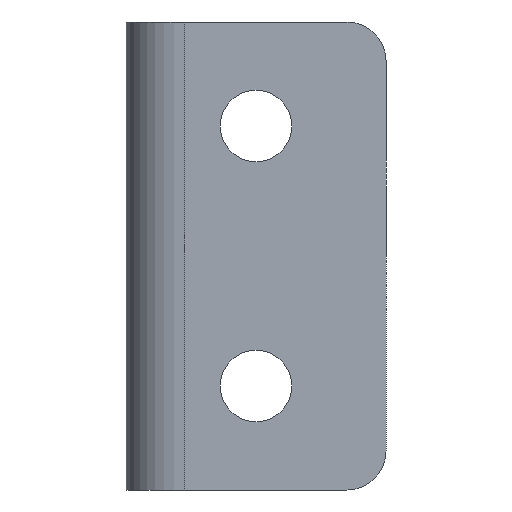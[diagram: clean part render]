
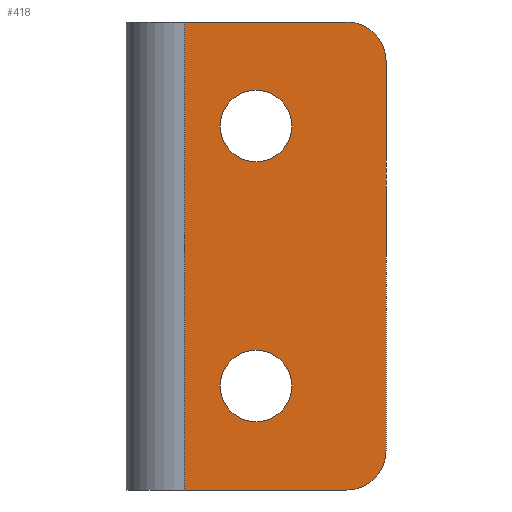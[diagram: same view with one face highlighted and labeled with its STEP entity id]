
A CAD part, front view. The second image highlights one B-rep face of the part: STEP entity #418.
In plain terms, the highlighted planar face has unit normal (0, -1, 0).
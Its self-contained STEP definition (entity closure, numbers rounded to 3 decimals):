
#8 = EDGE_LOOP ( 'NONE', ( #478, #615, #22, #725, #679, #488 ) ) ;
#22 = ORIENTED_EDGE ( 'NONE', *, *, #363, .T. ) ;
#34 = DIRECTION ( 'NONE',  ( 1., 0., 0. ) ) ;
#35 = CARTESIAN_POINT ( 'NONE',  ( 4.5, 0., -18. ) ) ;
#50 = CARTESIAN_POINT ( 'NONE',  ( 10., 0., 10. ) ) ;
#92 = EDGE_CURVE ( 'NONE', #353, #646, #745, .T. ) ;
#106 = DIRECTION ( 'NONE',  ( 0., 0., -1. ) ) ;
#126 = PLANE ( 'NONE',  #925 ) ;
#130 = CARTESIAN_POINT ( 'NONE',  ( 17., 0., -15. ) ) ;
#131 = CARTESIAN_POINT ( 'NONE',  ( 20., 0., -15. ) ) ;
#137 = DIRECTION ( 'NONE',  ( 0., -1., 0. ) ) ;
#140 = EDGE_LOOP ( 'NONE', ( #243, #344 ) ) ;
#173 = EDGE_CURVE ( 'NONE', #509, #460, #585, .T. ) ;
#174 = VERTEX_POINT ( 'NONE', #806 ) ;
#175 = VERTEX_POINT ( 'NONE', #131 ) ;
#179 = EDGE_CURVE ( 'NONE', #776, #660, #535, .T. ) ;
#198 = CARTESIAN_POINT ( 'NONE',  ( 10., 0., 10. ) ) ;
#202 = ORIENTED_EDGE ( 'NONE', *, *, #179, .F. ) ;
#205 = AXIS2_PLACEMENT_3D ( 'NONE', #874, #431, #34 ) ;
#228 = CARTESIAN_POINT ( 'NONE',  ( 17., 0., 18. ) ) ;
#243 = ORIENTED_EDGE ( 'NONE', *, *, #452, .F. ) ;
#274 = DIRECTION ( 'NONE',  ( 0., -1., 0. ) ) ;
#279 = CIRCLE ( 'NONE', #456, 3. ) ;
#282 = AXIS2_PLACEMENT_3D ( 'NONE', #596, #523, #289 ) ;
#289 = DIRECTION ( 'NONE',  ( 0., 0., -1. ) ) ;
#294 = DIRECTION ( 'NONE',  ( 1., 0., 0. ) ) ;
#295 = AXIS2_PLACEMENT_3D ( 'NONE', #463, #683, #825 ) ;
#330 = EDGE_CURVE ( 'NONE', #353, #509, #693, .T. ) ;
#340 = FACE_BOUND ( 'NONE', #140, .T. ) ;
#344 = ORIENTED_EDGE ( 'NONE', *, *, #364, .F. ) ;
#353 = VERTEX_POINT ( 'NONE', #570 ) ;
#355 = CARTESIAN_POINT ( 'NONE',  ( 4.5, 0., -18. ) ) ;
#363 = EDGE_CURVE ( 'NONE', #175, #174, #777, .T. ) ;
#364 = EDGE_CURVE ( 'NONE', #856, #737, #836, .T. ) ;
#391 = CIRCLE ( 'NONE', #295, 2.75 ) ;
#418 = ADVANCED_FACE ( 'NONE', ( #949, #340, #422 ), #126, .T. ) ;
#422 = FACE_OUTER_BOUND ( 'NONE', #8, .T. ) ;
#431 = DIRECTION ( 'NONE',  ( 0., -1., 0. ) ) ;
#438 = EDGE_CURVE ( 'NONE', #174, #646, #654, .T. ) ;
#452 = EDGE_CURVE ( 'NONE', #737, #856, #867, .T. ) ;
#456 = AXIS2_PLACEMENT_3D ( 'NONE', #130, #137, #726 ) ;
#460 = VERTEX_POINT ( 'NONE', #717 ) ;
#463 = CARTESIAN_POINT ( 'NONE',  ( 10., 0., -10. ) ) ;
#476 = EDGE_CURVE ( 'NONE', #460, #175, #279, .T. ) ;
#478 = ORIENTED_EDGE ( 'NONE', *, *, #173, .T. ) ;
#488 = ORIENTED_EDGE ( 'NONE', *, *, #330, .T. ) ;
#500 = DIRECTION ( 'NONE',  ( 0., -1., 0. ) ) ;
#509 = VERTEX_POINT ( 'NONE', #355 ) ;
#517 = CARTESIAN_POINT ( 'NONE',  ( 20., 0., -18. ) ) ;
#523 = DIRECTION ( 'NONE',  ( 0., -1., 0. ) ) ;
#528 = CARTESIAN_POINT ( 'NONE',  ( 7.25, 0., -10. ) ) ;
#535 = CIRCLE ( 'NONE', #282, 2.75 ) ;
#545 = ORIENTED_EDGE ( 'NONE', *, *, #564, .F. ) ;
#564 = EDGE_CURVE ( 'NONE', #660, #776, #391, .T. ) ;
#569 = DIRECTION ( 'NONE',  ( 0., 0., -1. ) ) ;
#570 = CARTESIAN_POINT ( 'NONE',  ( 4.5, 0., 18. ) ) ;
#585 = LINE ( 'NONE', #517, #963 ) ;
#596 = CARTESIAN_POINT ( 'NONE',  ( 10., 0., -10. ) ) ;
#615 = ORIENTED_EDGE ( 'NONE', *, *, #476, .T. ) ;
#618 = CARTESIAN_POINT ( 'NONE',  ( 12.75, 0., 10. ) ) ;
#627 = VECTOR ( 'NONE', #631, 1000. ) ;
#631 = DIRECTION ( 'NONE',  ( 0., 0., -1. ) ) ;
#646 = VERTEX_POINT ( 'NONE', #228 ) ;
#654 = CIRCLE ( 'NONE', #205, 3. ) ;
#660 = VERTEX_POINT ( 'NONE', #528 ) ;
#679 = ORIENTED_EDGE ( 'NONE', *, *, #92, .F. ) ;
#683 = DIRECTION ( 'NONE',  ( 0., -1., 0. ) ) ;
#693 = LINE ( 'NONE', #35, #627 ) ;
#708 = CARTESIAN_POINT ( 'NONE',  ( 12.75, 0., -10. ) ) ;
#717 = CARTESIAN_POINT ( 'NONE',  ( 17., 0., -18. ) ) ;
#725 = ORIENTED_EDGE ( 'NONE', *, *, #438, .T. ) ;
#726 = DIRECTION ( 'NONE',  ( 1., 0., 0. ) ) ;
#737 = VERTEX_POINT ( 'NONE', #618 ) ;
#745 = LINE ( 'NONE', #955, #948 ) ;
#769 = EDGE_LOOP ( 'NONE', ( #202, #545 ) ) ;
#776 = VERTEX_POINT ( 'NONE', #708 ) ;
#777 = LINE ( 'NONE', #791, #884 ) ;
#791 = CARTESIAN_POINT ( 'NONE',  ( 20., 0., -18. ) ) ;
#795 = CARTESIAN_POINT ( 'NONE',  ( 7.25, 0., 10. ) ) ;
#801 = CARTESIAN_POINT ( 'NONE',  ( 20., 0., -18. ) ) ;
#806 = CARTESIAN_POINT ( 'NONE',  ( 20., 0., 15. ) ) ;
#809 = AXIS2_PLACEMENT_3D ( 'NONE', #50, #931, #569 ) ;
#825 = DIRECTION ( 'NONE',  ( 0., 0., -1. ) ) ;
#836 = CIRCLE ( 'NONE', #897, 2.75 ) ;
#856 = VERTEX_POINT ( 'NONE', #795 ) ;
#860 = DIRECTION ( 'NONE',  ( 0., 0., 1. ) ) ;
#867 = CIRCLE ( 'NONE', #809, 2.75 ) ;
#874 = CARTESIAN_POINT ( 'NONE',  ( 17., 0., 15. ) ) ;
#878 = DIRECTION ( 'NONE',  ( 1., 0., 0. ) ) ;
#884 = VECTOR ( 'NONE', #860, 1000. ) ;
#889 = DIRECTION ( 'NONE',  ( 1., 0., 0. ) ) ;
#897 = AXIS2_PLACEMENT_3D ( 'NONE', #198, #500, #106 ) ;
#925 = AXIS2_PLACEMENT_3D ( 'NONE', #801, #274, #878 ) ;
#931 = DIRECTION ( 'NONE',  ( 0., -1., 0. ) ) ;
#948 = VECTOR ( 'NONE', #889, 1000. ) ;
#949 = FACE_BOUND ( 'NONE', #769, .T. ) ;
#955 = CARTESIAN_POINT ( 'NONE',  ( 20., 0., 18. ) ) ;
#963 = VECTOR ( 'NONE', #294, 1000. ) ;
